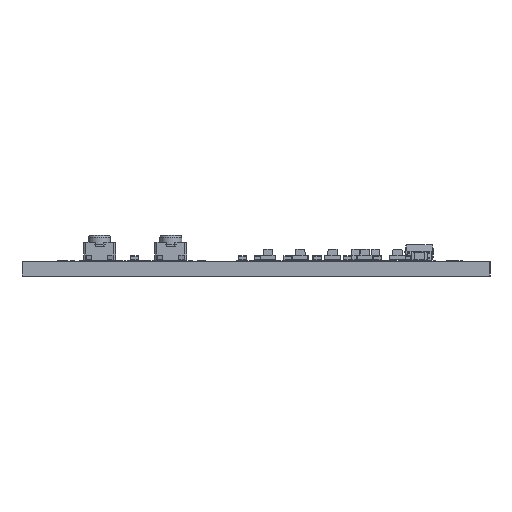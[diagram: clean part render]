
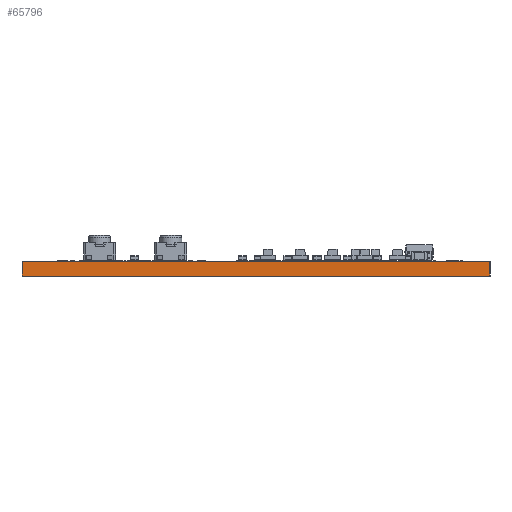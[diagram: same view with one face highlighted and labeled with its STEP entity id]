
A CAD part, left-side view. The second image highlights one B-rep face of the part: STEP entity #65796.
In plain terms, the highlighted planar face has unit normal (-1, 0, 0).
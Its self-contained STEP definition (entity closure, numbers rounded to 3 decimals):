
#65740 = VERTEX_POINT('',#65741);
#65741 = CARTESIAN_POINT('',(-28.695,-23.57,1.51));
#65747 = EDGE_CURVE('',#65748,#65740,#65750,.T.);
#65748 = VERTEX_POINT('',#65749);
#65749 = CARTESIAN_POINT('',(-28.695,-23.57,0.));
#65750 = LINE('',#65751,#65752);
#65751 = CARTESIAN_POINT('',(-28.695,-23.57,0.));
#65752 = VECTOR('',#65753,1.);
#65753 = DIRECTION('',(0.,0.,1.));
#65796 = ADVANCED_FACE('',(#65797),#65822,.T.);
#65797 = FACE_BOUND('',#65798,.T.);
#65798 = EDGE_LOOP('',(#65799,#65800,#65808,#65816));
#65799 = ORIENTED_EDGE('',*,*,#65747,.T.);
#65800 = ORIENTED_EDGE('',*,*,#65801,.T.);
#65801 = EDGE_CURVE('',#65740,#65802,#65804,.T.);
#65802 = VERTEX_POINT('',#65803);
#65803 = CARTESIAN_POINT('',(-28.695,23.57,1.51));
#65804 = LINE('',#65805,#65806);
#65805 = CARTESIAN_POINT('',(-28.695,-23.57,1.51));
#65806 = VECTOR('',#65807,1.);
#65807 = DIRECTION('',(0.,1.,0.));
#65808 = ORIENTED_EDGE('',*,*,#65809,.F.);
#65809 = EDGE_CURVE('',#65810,#65802,#65812,.T.);
#65810 = VERTEX_POINT('',#65811);
#65811 = CARTESIAN_POINT('',(-28.695,23.57,0.));
#65812 = LINE('',#65813,#65814);
#65813 = CARTESIAN_POINT('',(-28.695,23.57,0.));
#65814 = VECTOR('',#65815,1.);
#65815 = DIRECTION('',(0.,0.,1.));
#65816 = ORIENTED_EDGE('',*,*,#65817,.F.);
#65817 = EDGE_CURVE('',#65748,#65810,#65818,.T.);
#65818 = LINE('',#65819,#65820);
#65819 = CARTESIAN_POINT('',(-28.695,-23.57,0.));
#65820 = VECTOR('',#65821,1.);
#65821 = DIRECTION('',(0.,1.,0.));
#65822 = PLANE('',#65823);
#65823 = AXIS2_PLACEMENT_3D('',#65824,#65825,#65826);
#65824 = CARTESIAN_POINT('',(-28.695,-23.57,0.));
#65825 = DIRECTION('',(-1.,0.,0.));
#65826 = DIRECTION('',(0.,1.,0.));
